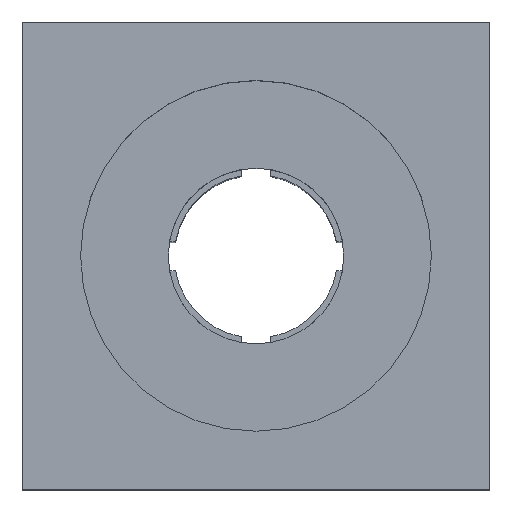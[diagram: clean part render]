
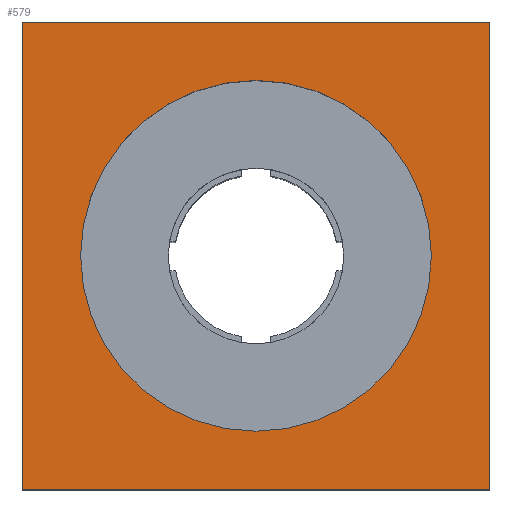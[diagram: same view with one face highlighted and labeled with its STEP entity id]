
A CAD part, top view. The second image highlights one B-rep face of the part: STEP entity #579.
In plain terms, the highlighted planar face has unit normal (0, 0, 1).
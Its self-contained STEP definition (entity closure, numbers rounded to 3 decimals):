
#28=LINE('',#894,#83);
#30=LINE('',#898,#85);
#32=LINE('',#902,#87);
#34=LINE('',#905,#89);
#83=VECTOR('',#708,10.);
#85=VECTOR('',#712,10.);
#87=VECTOR('',#716,10.);
#89=VECTOR('',#720,10.);
#134=FACE_BOUND('',#179,.T.);
#142=FACE_OUTER_BOUND('',#178,.T.);
#178=EDGE_LOOP('',(#402,#403,#404,#405));
#179=EDGE_LOOP('',(#406));
#209=CIRCLE('',#626,3.);
#243=VERTEX_POINT('',#887);
#244=VERTEX_POINT('',#891);
#245=VERTEX_POINT('',#893);
#246=VERTEX_POINT('',#897);
#247=VERTEX_POINT('',#901);
#297=EDGE_CURVE('',#243,#243,#209,.T.);
#300=EDGE_CURVE('',#245,#244,#28,.T.);
#302=EDGE_CURVE('',#246,#245,#30,.T.);
#304=EDGE_CURVE('',#247,#246,#32,.T.);
#306=EDGE_CURVE('',#244,#247,#34,.T.);
#402=ORIENTED_EDGE('',*,*,#306,.T.);
#403=ORIENTED_EDGE('',*,*,#304,.T.);
#404=ORIENTED_EDGE('',*,*,#302,.T.);
#405=ORIENTED_EDGE('',*,*,#300,.T.);
#406=ORIENTED_EDGE('',*,*,#297,.T.);
#551=PLANE('',#631);
#579=ADVANCED_FACE('',(#142,#134),#551,.T.);
#626=AXIS2_PLACEMENT_3D('',#888,#702,#703);
#631=AXIS2_PLACEMENT_3D('',#906,#721,#722);
#702=DIRECTION('center_axis',(0.,0.,-1.));
#703=DIRECTION('ref_axis',(-1.,0.,0.));
#708=DIRECTION('',(0.,1.,0.));
#712=DIRECTION('',(1.,0.,0.));
#716=DIRECTION('',(0.,-1.,0.));
#720=DIRECTION('',(-1.,0.,0.));
#721=DIRECTION('center_axis',(0.,0.,1.));
#722=DIRECTION('ref_axis',(-1.,0.,0.));
#887=CARTESIAN_POINT('',(13.294,3.287,13.));
#888=CARTESIAN_POINT('Origin',(10.294,3.287,13.));
#891=CARTESIAN_POINT('',(14.294,7.287,13.));
#893=CARTESIAN_POINT('',(14.294,-0.713,13.));
#894=CARTESIAN_POINT('',(14.294,7.287,13.));
#897=CARTESIAN_POINT('',(6.294,-0.713,13.));
#898=CARTESIAN_POINT('',(14.294,-0.713,13.));
#901=CARTESIAN_POINT('',(6.294,7.287,13.));
#902=CARTESIAN_POINT('',(6.294,-0.713,13.));
#905=CARTESIAN_POINT('',(6.294,7.287,13.));
#906=CARTESIAN_POINT('Origin',(10.294,3.287,13.));
